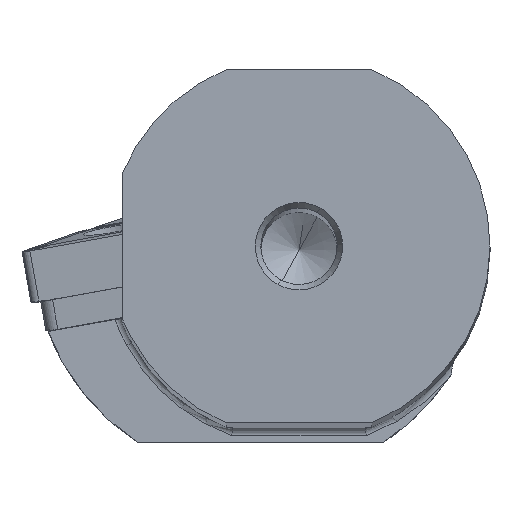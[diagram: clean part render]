
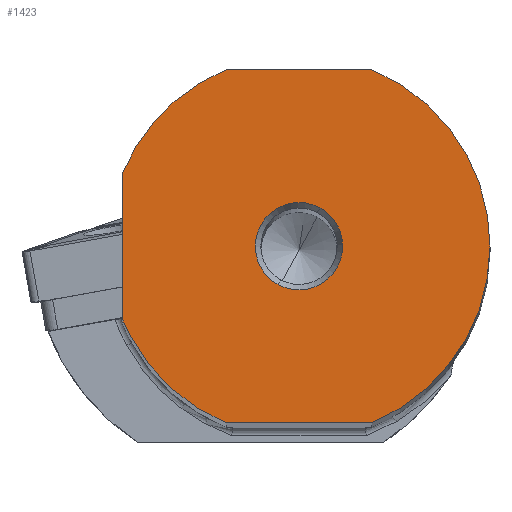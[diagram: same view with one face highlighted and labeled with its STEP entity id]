
A CAD part, top view. The second image highlights one B-rep face of the part: STEP entity #1423.
In plain terms, the highlighted planar face has unit normal (0, 0, 1).
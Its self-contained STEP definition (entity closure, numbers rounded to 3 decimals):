
#1176=AXIS2_PLACEMENT_3D('Circle Axis2P3D',#1174,#1175,$) ;
#1195=AXIS2_PLACEMENT_3D('Circle Axis2P3D',#1193,#1194,$) ;
#1285=AXIS2_PLACEMENT_3D('Circle Axis2P3D',#1283,#1284,$) ;
#1311=AXIS2_PLACEMENT_3D('Circle Axis2P3D',#1309,#1310,$) ;
#1358=AXIS2_PLACEMENT_3D('Circle Axis2P3D',#1356,#1357,$) ;
#1393=AXIS2_PLACEMENT_3D('Plane Axis2P3D',#1390,#1391,#1392) ;
#1407=AXIS2_PLACEMENT_3D('Circle Axis2P3D',#1405,#1406,$) ;
#1416=AXIS2_PLACEMENT_3D('Circle Axis2P3D',#1414,#1415,$) ;
#849=CARTESIAN_POINT('Vertex',(7.599,-18.5,0.)) ;
#852=CARTESIAN_POINT('Line Origine',(0.,-18.5,0.)) ;
#856=CARTESIAN_POINT('Vertex',(-7.599,-18.5,0.)) ;
#1171=CARTESIAN_POINT('Vertex',(-17.552,-9.589,0.)) ;
#1174=CARTESIAN_POINT('Axis2P3D Location',(0.,0.,0.)) ;
#1178=CARTESIAN_POINT('Vertex',(-18.5,-7.599,0.)) ;
#1193=CARTESIAN_POINT('Axis2P3D Location',(0.,0.,0.)) ;
#1283=CARTESIAN_POINT('Axis2P3D Location',(0.,0.,0.)) ;
#1287=CARTESIAN_POINT('Vertex',(17.552,9.589,0.)) ;
#1306=CARTESIAN_POINT('Vertex',(7.599,18.5,0.)) ;
#1309=CARTESIAN_POINT('Axis2P3D Location',(0.,0.,0.)) ;
#1330=CARTESIAN_POINT('Vertex',(-7.599,18.5,0.)) ;
#1333=CARTESIAN_POINT('Line Origine',(0.,18.5,0.)) ;
#1353=CARTESIAN_POINT('Vertex',(-18.5,7.599,0.)) ;
#1356=CARTESIAN_POINT('Axis2P3D Location',(0.,0.,0.)) ;
#1373=CARTESIAN_POINT('Line Origine',(-18.5,0.,0.)) ;
#1390=CARTESIAN_POINT('Axis2P3D Location',(-19.,0.,0.)) ;
#1405=CARTESIAN_POINT('Axis2P3D Location',(0.,0.,0.)) ;
#1409=CARTESIAN_POINT('Vertex',(-2.194,-4.017,0.)) ;
#1411=CARTESIAN_POINT('Vertex',(2.194,4.017,0.)) ;
#1414=CARTESIAN_POINT('Axis2P3D Location',(0.,0.,0.)) ;
#853=DIRECTION('Vector Direction',(-1.,0.,0.)) ;
#1175=DIRECTION('Axis2P3D Direction',(0.,0.,1.)) ;
#1194=DIRECTION('Axis2P3D Direction',(0.,0.,1.)) ;
#1284=DIRECTION('Axis2P3D Direction',(0.,0.,1.)) ;
#1310=DIRECTION('Axis2P3D Direction',(0.,0.,1.)) ;
#1334=DIRECTION('Vector Direction',(-1.,0.,0.)) ;
#1357=DIRECTION('Axis2P3D Direction',(0.,0.,1.)) ;
#1374=DIRECTION('Vector Direction',(0.,-1.,0.)) ;
#1391=DIRECTION('Axis2P3D Direction',(0.,0.,1.)) ;
#1392=DIRECTION('Axis2P3D XDirection',(1.,0.,0.)) ;
#1406=DIRECTION('Axis2P3D Direction',(0.,0.,1.)) ;
#1415=DIRECTION('Axis2P3D Direction',(0.,0.,1.)) ;
#854=VECTOR('Line Direction',#853,1.) ;
#1335=VECTOR('Line Direction',#1334,1.) ;
#1375=VECTOR('Line Direction',#1374,1.) ;
#1396=ORIENTED_EDGE('',*,*,#1180,.F.) ;
#1397=ORIENTED_EDGE('',*,*,#1197,.T.) ;
#1398=ORIENTED_EDGE('',*,*,#858,.F.) ;
#1399=ORIENTED_EDGE('',*,*,#1289,.F.) ;
#1400=ORIENTED_EDGE('',*,*,#1313,.F.) ;
#1401=ORIENTED_EDGE('',*,*,#1337,.T.) ;
#1402=ORIENTED_EDGE('',*,*,#1360,.F.) ;
#1403=ORIENTED_EDGE('',*,*,#1377,.T.) ;
#1420=ORIENTED_EDGE('',*,*,#1413,.T.) ;
#1421=ORIENTED_EDGE('',*,*,#1418,.T.) ;
#1422=FACE_BOUND('',#1419,.T.) ;
#1423=ADVANCED_FACE('NOCUT',(#1404,#1422),#1394,.T.) ;
#1177=CIRCLE('generated circle',#1176,20.) ;
#1196=CIRCLE('generated circle',#1195,20.) ;
#1286=CIRCLE('generated circle',#1285,20.) ;
#1312=CIRCLE('generated circle',#1311,20.) ;
#1359=CIRCLE('generated circle',#1358,20.) ;
#1408=CIRCLE('generated circle',#1407,4.577) ;
#1417=CIRCLE('generated circle',#1416,4.577) ;
#858=EDGE_CURVE('',#850,#857,#855,.T.) ;
#1180=EDGE_CURVE('',#1172,#1179,#1177,.F.) ;
#1197=EDGE_CURVE('',#1172,#857,#1196,.T.) ;
#1289=EDGE_CURVE('',#1288,#850,#1286,.F.) ;
#1313=EDGE_CURVE('',#1307,#1288,#1312,.F.) ;
#1337=EDGE_CURVE('',#1307,#1331,#1336,.T.) ;
#1360=EDGE_CURVE('',#1354,#1331,#1359,.F.) ;
#1377=EDGE_CURVE('',#1354,#1179,#1376,.T.) ;
#1413=EDGE_CURVE('',#1410,#1412,#1408,.F.) ;
#1418=EDGE_CURVE('',#1412,#1410,#1417,.F.) ;
#1395=EDGE_LOOP('',(#1396,#1397,#1398,#1399,#1400,#1401,#1402,#1403)) ;
#1419=EDGE_LOOP('',(#1420,#1421)) ;
#1404=FACE_OUTER_BOUND('',#1395,.T.) ;
#855=LINE('Line',#852,#854) ;
#1336=LINE('Line',#1333,#1335) ;
#1376=LINE('Line',#1373,#1375) ;
#1394=PLANE('',#1393) ;
#850=VERTEX_POINT('',#849) ;
#857=VERTEX_POINT('',#856) ;
#1172=VERTEX_POINT('',#1171) ;
#1179=VERTEX_POINT('',#1178) ;
#1288=VERTEX_POINT('',#1287) ;
#1307=VERTEX_POINT('',#1306) ;
#1331=VERTEX_POINT('',#1330) ;
#1354=VERTEX_POINT('',#1353) ;
#1410=VERTEX_POINT('',#1409) ;
#1412=VERTEX_POINT('',#1411) ;
